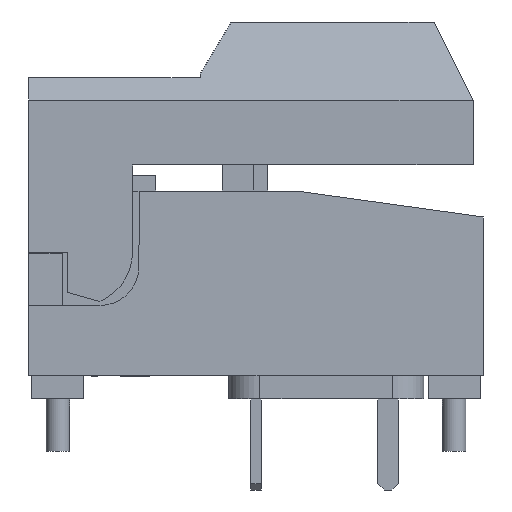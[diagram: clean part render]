
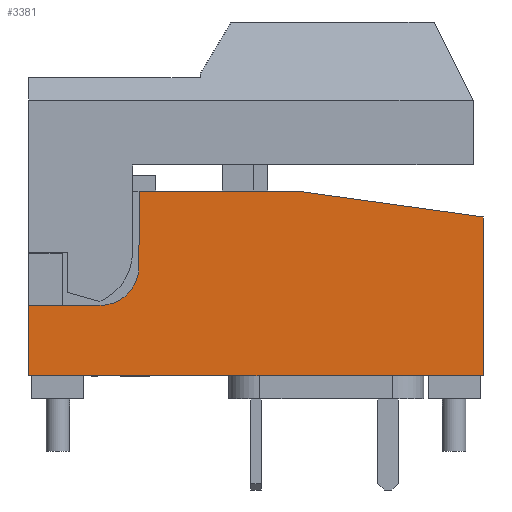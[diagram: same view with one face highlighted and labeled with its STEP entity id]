
A CAD part, front view. The second image highlights one B-rep face of the part: STEP entity #3381.
In plain terms, the highlighted planar face has unit normal (0, -1, 0).
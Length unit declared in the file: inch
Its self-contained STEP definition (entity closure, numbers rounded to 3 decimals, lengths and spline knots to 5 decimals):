
#51=CIRCLE('',#3593,0.05906);
#119=FACE_OUTER_BOUND('',#314,.T.);
#314=EDGE_LOOP('',(#2572,#2573,#2574,#2575,#2576,#2577,#2578,#2579));
#596=LINE('',#4913,#1061);
#603=LINE('',#4926,#1068);
#666=LINE('',#5061,#1131);
#680=LINE('',#5090,#1145);
#682=LINE('',#5094,#1147);
#683=LINE('',#5097,#1148);
#684=LINE('',#5098,#1149);
#1061=VECTOR('',#3994,0.3937);
#1068=VECTOR('',#4003,0.3937);
#1131=VECTOR('',#4076,0.3937);
#1145=VECTOR('',#4094,0.3937);
#1147=VECTOR('',#4098,0.3937);
#1148=VECTOR('',#4101,0.3937);
#1149=VECTOR('',#4102,0.3937);
#1478=VERTEX_POINT('',#4910);
#1479=VERTEX_POINT('',#4912);
#1484=VERTEX_POINT('',#4924);
#1550=VERTEX_POINT('',#5058);
#1551=VERTEX_POINT('',#5060);
#1564=VERTEX_POINT('',#5089);
#1565=VERTEX_POINT('',#5093);
#1566=VERTEX_POINT('',#5095);
#1850=EDGE_CURVE('',#1478,#1479,#596,.T.);
#1857=EDGE_CURVE('',#1484,#1478,#603,.T.);
#1924=EDGE_CURVE('',#1551,#1550,#666,.T.);
#1938=EDGE_CURVE('',#1564,#1551,#680,.T.);
#1940=EDGE_CURVE('',#1550,#1565,#682,.T.);
#1941=EDGE_CURVE('',#1565,#1566,#51,.T.);
#1942=EDGE_CURVE('',#1566,#1479,#683,.T.);
#1943=EDGE_CURVE('',#1484,#1564,#684,.T.);
#2572=ORIENTED_EDGE('',*,*,#1938,.T.);
#2573=ORIENTED_EDGE('',*,*,#1924,.T.);
#2574=ORIENTED_EDGE('',*,*,#1940,.T.);
#2575=ORIENTED_EDGE('',*,*,#1941,.T.);
#2576=ORIENTED_EDGE('',*,*,#1942,.T.);
#2577=ORIENTED_EDGE('',*,*,#1850,.F.);
#2578=ORIENTED_EDGE('',*,*,#1857,.F.);
#2579=ORIENTED_EDGE('',*,*,#1943,.T.);
#3206=PLANE('',#3592);
#3381=ADVANCED_FACE('',(#119),#3206,.T.);
#3592=AXIS2_PLACEMENT_3D('',#5092,#4096,#4097);
#3593=AXIS2_PLACEMENT_3D('',#5096,#4099,#4100);
#3994=DIRECTION('',(0.,0.,1.));
#4003=DIRECTION('',(-1.,0.,0.));
#4076=DIRECTION('',(-1.,0.,0.));
#4094=DIRECTION('',(-0.99,0.,0.138));
#4096=DIRECTION('center_axis',(0.,-1.,0.));
#4097=DIRECTION('ref_axis',(0.,0.,-1.));
#4098=DIRECTION('',(0.,0.,-1.));
#4099=DIRECTION('center_axis',(0.,1.,0.));
#4100=DIRECTION('ref_axis',(0.,0.,-1.));
#4101=DIRECTION('',(-1.,0.,0.));
#4102=DIRECTION('',(0.,0.,1.));
#4910=CARTESIAN_POINT('',(-0.34449,-0.24409,0.));
#4912=CARTESIAN_POINT('',(-0.34449,-0.24409,0.1063));
#4913=CARTESIAN_POINT('',(-0.34449,-0.24409,0.));
#4924=CARTESIAN_POINT('',(0.34449,-0.24409,0.));
#4926=CARTESIAN_POINT('',(0.34449,-0.24409,0.));
#5058=CARTESIAN_POINT('',(-0.17717,-0.24409,0.27953));
#5060=CARTESIAN_POINT('',(0.06102,-0.24409,0.27953));
#5061=CARTESIAN_POINT('',(0.34449,-0.24409,0.27953));
#5089=CARTESIAN_POINT('',(0.34449,-0.24409,0.24016));
#5090=CARTESIAN_POINT('',(0.36085,-0.24409,0.23788));
#5092=CARTESIAN_POINT('Origin',(0.34449,-0.24409,0.));
#5093=CARTESIAN_POINT('',(-0.17717,-0.24409,0.16535));
#5094=CARTESIAN_POINT('',(-0.17717,-0.24409,0.08268));
#5095=CARTESIAN_POINT('',(-0.23622,-0.24409,0.1063));
#5096=CARTESIAN_POINT('Origin',(-0.23622,-0.24409,0.16535));
#5097=CARTESIAN_POINT('',(0.,-0.24409,0.1063));
#5098=CARTESIAN_POINT('',(0.34449,-0.24409,0.));
